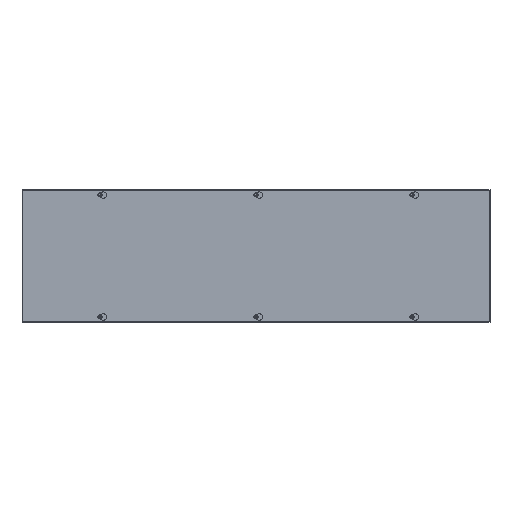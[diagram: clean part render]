
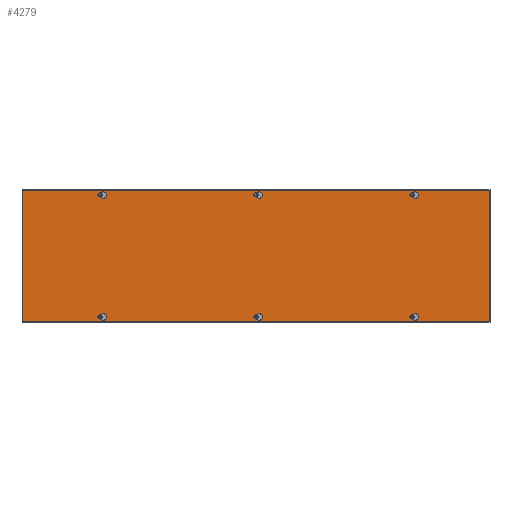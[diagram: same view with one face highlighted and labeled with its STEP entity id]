
A CAD part, top view. The second image highlights one B-rep face of the part: STEP entity #4279.
In plain terms, the highlighted planar face has unit normal (0, 0, 1).
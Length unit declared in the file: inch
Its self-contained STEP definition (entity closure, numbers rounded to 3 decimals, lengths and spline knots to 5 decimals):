
#359=LINE('',#7076,#671);
#364=LINE('',#7089,#676);
#367=LINE('',#7100,#679);
#372=LINE('',#7113,#684);
#375=LINE('',#7124,#687);
#379=LINE('',#7136,#691);
#383=LINE('',#7148,#695);
#387=LINE('',#7160,#699);
#391=LINE('',#7172,#703);
#396=LINE('',#7185,#708);
#399=LINE('',#7196,#711);
#403=LINE('',#7208,#715);
#405=LINE('',#7216,#717);
#409=LINE('',#7224,#721);
#412=LINE('',#7230,#724);
#415=LINE('',#7235,#727);
#671=VECTOR('',#5521,0.21651);
#676=VECTOR('',#5534,0.21651);
#679=VECTOR('',#5545,0.21651);
#684=VECTOR('',#5558,0.21651);
#687=VECTOR('',#5569,0.21651);
#691=VECTOR('',#5581,0.21651);
#695=VECTOR('',#5593,0.21651);
#699=VECTOR('',#5605,0.21651);
#703=VECTOR('',#5617,0.21651);
#708=VECTOR('',#5630,0.21651);
#711=VECTOR('',#5641,0.21651);
#715=VECTOR('',#5653,0.21651);
#717=VECTOR('',#5663,10.125);
#721=VECTOR('',#5669,36.);
#724=VECTOR('',#5674,10.125);
#727=VECTOR('',#5679,36.);
#864=PLANE('',#4663);
#1006=FACE_BOUND('',#1526,.T.);
#1007=FACE_BOUND('',#1527,.T.);
#1008=FACE_BOUND('',#1528,.T.);
#1009=FACE_BOUND('',#1529,.T.);
#1010=FACE_BOUND('',#1530,.T.);
#1011=FACE_BOUND('',#1531,.T.);
#1212=FACE_OUTER_BOUND('',#1525,.T.);
#1525=EDGE_LOOP('',(#3622,#3623,#3624,#3625));
#1526=EDGE_LOOP('',(#3626,#3627,#3628,#3629));
#1527=EDGE_LOOP('',(#3630,#3631,#3632,#3633));
#1528=EDGE_LOOP('',(#3634,#3635,#3636,#3637));
#1529=EDGE_LOOP('',(#3638,#3639,#3640,#3641));
#1530=EDGE_LOOP('',(#3642,#3643,#3644,#3645));
#1531=EDGE_LOOP('',(#3646,#3647,#3648,#3649));
#1769=CIRCLE('',#4613,0.25);
#1771=CIRCLE('',#4617,0.125);
#1773=CIRCLE('',#4621,0.25);
#1775=CIRCLE('',#4625,0.125);
#1777=CIRCLE('',#4629,0.25);
#1779=CIRCLE('',#4633,0.125);
#1781=CIRCLE('',#4637,0.25);
#1783=CIRCLE('',#4641,0.125);
#1785=CIRCLE('',#4645,0.25);
#1787=CIRCLE('',#4649,0.125);
#1789=CIRCLE('',#4653,0.25);
#1791=CIRCLE('',#4657,0.125);
#2084=VERTEX_POINT('',#7073);
#2085=VERTEX_POINT('',#7075);
#2087=VERTEX_POINT('',#7081);
#2089=VERTEX_POINT('',#7087);
#2092=VERTEX_POINT('',#7097);
#2093=VERTEX_POINT('',#7099);
#2095=VERTEX_POINT('',#7105);
#2097=VERTEX_POINT('',#7111);
#2100=VERTEX_POINT('',#7121);
#2101=VERTEX_POINT('',#7123);
#2103=VERTEX_POINT('',#7129);
#2105=VERTEX_POINT('',#7135);
#2108=VERTEX_POINT('',#7145);
#2109=VERTEX_POINT('',#7147);
#2111=VERTEX_POINT('',#7153);
#2113=VERTEX_POINT('',#7159);
#2116=VERTEX_POINT('',#7169);
#2117=VERTEX_POINT('',#7171);
#2119=VERTEX_POINT('',#7177);
#2121=VERTEX_POINT('',#7183);
#2124=VERTEX_POINT('',#7193);
#2125=VERTEX_POINT('',#7195);
#2127=VERTEX_POINT('',#7201);
#2129=VERTEX_POINT('',#7207);
#2130=VERTEX_POINT('',#7214);
#2131=VERTEX_POINT('',#7215);
#2134=VERTEX_POINT('',#7223);
#2136=VERTEX_POINT('',#7229);
#2580=EDGE_CURVE('',#2085,#2084,#359,.T.);
#2584=EDGE_CURVE('',#2084,#2087,#1769,.T.);
#2587=EDGE_CURVE('',#2087,#2089,#364,.T.);
#2589=EDGE_CURVE('',#2089,#2085,#1771,.T.);
#2592=EDGE_CURVE('',#2093,#2092,#367,.T.);
#2596=EDGE_CURVE('',#2092,#2095,#1773,.T.);
#2599=EDGE_CURVE('',#2095,#2097,#372,.T.);
#2601=EDGE_CURVE('',#2097,#2093,#1775,.T.);
#2604=EDGE_CURVE('',#2101,#2100,#375,.T.);
#2607=EDGE_CURVE('',#2103,#2101,#1777,.T.);
#2610=EDGE_CURVE('',#2105,#2103,#379,.T.);
#2613=EDGE_CURVE('',#2100,#2105,#1779,.T.);
#2616=EDGE_CURVE('',#2109,#2108,#383,.T.);
#2619=EDGE_CURVE('',#2111,#2109,#1781,.T.);
#2622=EDGE_CURVE('',#2113,#2111,#387,.T.);
#2625=EDGE_CURVE('',#2108,#2113,#1783,.T.);
#2628=EDGE_CURVE('',#2117,#2116,#391,.T.);
#2632=EDGE_CURVE('',#2116,#2119,#1785,.T.);
#2635=EDGE_CURVE('',#2119,#2121,#396,.T.);
#2637=EDGE_CURVE('',#2121,#2117,#1787,.T.);
#2640=EDGE_CURVE('',#2125,#2124,#399,.T.);
#2643=EDGE_CURVE('',#2127,#2125,#1789,.T.);
#2646=EDGE_CURVE('',#2129,#2127,#403,.T.);
#2649=EDGE_CURVE('',#2124,#2129,#1791,.T.);
#2650=EDGE_CURVE('',#2130,#2131,#405,.T.);
#2654=EDGE_CURVE('',#2131,#2134,#409,.T.);
#2657=EDGE_CURVE('',#2134,#2136,#412,.T.);
#2660=EDGE_CURVE('',#2136,#2130,#415,.T.);
#3622=ORIENTED_EDGE('',*,*,#2650,.F.);
#3623=ORIENTED_EDGE('',*,*,#2660,.F.);
#3624=ORIENTED_EDGE('',*,*,#2657,.F.);
#3625=ORIENTED_EDGE('',*,*,#2654,.F.);
#3626=ORIENTED_EDGE('',*,*,#2580,.T.);
#3627=ORIENTED_EDGE('',*,*,#2584,.T.);
#3628=ORIENTED_EDGE('',*,*,#2587,.T.);
#3629=ORIENTED_EDGE('',*,*,#2589,.T.);
#3630=ORIENTED_EDGE('',*,*,#2592,.T.);
#3631=ORIENTED_EDGE('',*,*,#2596,.T.);
#3632=ORIENTED_EDGE('',*,*,#2599,.T.);
#3633=ORIENTED_EDGE('',*,*,#2601,.T.);
#3634=ORIENTED_EDGE('',*,*,#2604,.T.);
#3635=ORIENTED_EDGE('',*,*,#2613,.T.);
#3636=ORIENTED_EDGE('',*,*,#2610,.T.);
#3637=ORIENTED_EDGE('',*,*,#2607,.T.);
#3638=ORIENTED_EDGE('',*,*,#2616,.T.);
#3639=ORIENTED_EDGE('',*,*,#2625,.T.);
#3640=ORIENTED_EDGE('',*,*,#2622,.T.);
#3641=ORIENTED_EDGE('',*,*,#2619,.T.);
#3642=ORIENTED_EDGE('',*,*,#2628,.T.);
#3643=ORIENTED_EDGE('',*,*,#2632,.T.);
#3644=ORIENTED_EDGE('',*,*,#2635,.T.);
#3645=ORIENTED_EDGE('',*,*,#2637,.T.);
#3646=ORIENTED_EDGE('',*,*,#2640,.T.);
#3647=ORIENTED_EDGE('',*,*,#2649,.T.);
#3648=ORIENTED_EDGE('',*,*,#2646,.T.);
#3649=ORIENTED_EDGE('',*,*,#2643,.T.);
#4279=ADVANCED_FACE('',(#1212,#1006,#1007,#1008,#1009,#1010,#1011),#864,
 .T.);
#4613=AXIS2_PLACEMENT_3D('',#7083,#5528,#5529);
#4617=AXIS2_PLACEMENT_3D('',#7092,#5539,#5540);
#4621=AXIS2_PLACEMENT_3D('',#7107,#5552,#5553);
#4625=AXIS2_PLACEMENT_3D('',#7116,#5563,#5564);
#4629=AXIS2_PLACEMENT_3D('',#7130,#5575,#5576);
#4633=AXIS2_PLACEMENT_3D('',#7140,#5587,#5588);
#4637=AXIS2_PLACEMENT_3D('',#7154,#5599,#5600);
#4641=AXIS2_PLACEMENT_3D('',#7164,#5611,#5612);
#4645=AXIS2_PLACEMENT_3D('',#7179,#5624,#5625);
#4649=AXIS2_PLACEMENT_3D('',#7188,#5635,#5636);
#4653=AXIS2_PLACEMENT_3D('',#7202,#5647,#5648);
#4657=AXIS2_PLACEMENT_3D('',#7212,#5659,#5660);
#4663=AXIS2_PLACEMENT_3D('',#7238,#5683,#5684);
#5521=DIRECTION('',(-0.866,-0.5,0.));
#5528=DIRECTION('center_axis',(0.,0.,-1.));
#5529=DIRECTION('ref_axis',(0.5,-0.866,0.));
#5534=DIRECTION('',(0.866,-0.5,0.));
#5539=DIRECTION('center_axis',(0.,0.,-1.));
#5540=DIRECTION('ref_axis',(0.5,0.866,0.));
#5545=DIRECTION('',(-0.866,-0.5,0.));
#5552=DIRECTION('center_axis',(0.,0.,-1.));
#5553=DIRECTION('ref_axis',(0.5,-0.866,0.));
#5558=DIRECTION('',(0.866,-0.5,0.));
#5563=DIRECTION('center_axis',(0.,0.,-1.));
#5564=DIRECTION('ref_axis',(0.5,0.866,0.));
#5569=DIRECTION('',(0.866,-0.5,0.));
#5575=DIRECTION('center_axis',(0.,0.,-1.));
#5576=DIRECTION('ref_axis',(0.5,0.866,0.));
#5581=DIRECTION('',(-0.866,-0.5,0.));
#5587=DIRECTION('center_axis',(0.,0.,-1.));
#5588=DIRECTION('ref_axis',(0.5,-0.866,0.));
#5593=DIRECTION('',(0.866,-0.5,0.));
#5599=DIRECTION('center_axis',(0.,0.,-1.));
#5600=DIRECTION('ref_axis',(0.5,0.866,0.));
#5605=DIRECTION('',(-0.866,-0.5,0.));
#5611=DIRECTION('center_axis',(0.,0.,-1.));
#5612=DIRECTION('ref_axis',(0.5,-0.866,0.));
#5617=DIRECTION('',(-0.866,-0.5,0.));
#5624=DIRECTION('center_axis',(0.,0.,-1.));
#5625=DIRECTION('ref_axis',(0.5,-0.866,0.));
#5630=DIRECTION('',(0.866,-0.5,0.));
#5635=DIRECTION('center_axis',(0.,0.,-1.));
#5636=DIRECTION('ref_axis',(0.5,0.866,0.));
#5641=DIRECTION('',(0.866,-0.5,0.));
#5647=DIRECTION('center_axis',(0.,0.,-1.));
#5648=DIRECTION('ref_axis',(0.5,0.866,0.));
#5653=DIRECTION('',(-0.866,-0.5,0.));
#5659=DIRECTION('center_axis',(0.,0.,-1.));
#5660=DIRECTION('ref_axis',(0.5,-0.866,0.));
#5663=DIRECTION('',(0.,1.,0.));
#5669=DIRECTION('',(1.,0.,0.));
#5674=DIRECTION('',(0.,-1.,0.));
#5679=DIRECTION('',(-1.,0.,0.));
#5683=DIRECTION('center_axis',(0.,0.,1.));
#5684=DIRECTION('ref_axis',(1.,0.,0.));
#7073=CARTESIAN_POINT('',(29.875,9.53549,0.074));
#7075=CARTESIAN_POINT('',(30.0625,9.64375,0.074));
#7076=CARTESIAN_POINT('',(24.54719,6.45948,0.074));
#7081=CARTESIAN_POINT('',(29.875,9.96851,0.074));
#7083=CARTESIAN_POINT('Origin',(29.75,9.752,0.074));
#7087=CARTESIAN_POINT('',(30.0625,9.86025,0.074));
#7089=CARTESIAN_POINT('',(26.48406,11.92627,0.074));
#7092=CARTESIAN_POINT('Origin',(30.,9.752,0.074));
#7097=CARTESIAN_POINT('',(17.875,9.53549,0.074));
#7099=CARTESIAN_POINT('',(18.0625,9.64375,0.074));
#7100=CARTESIAN_POINT('',(17.04719,9.05756,0.074));
#7105=CARTESIAN_POINT('',(17.875,9.96851,0.074));
#7107=CARTESIAN_POINT('Origin',(17.75,9.752,0.074));
#7111=CARTESIAN_POINT('',(18.0625,9.86025,0.074));
#7113=CARTESIAN_POINT('',(18.98406,9.32819,0.074));
#7116=CARTESIAN_POINT('Origin',(18.,9.752,0.074));
#7121=CARTESIAN_POINT('',(30.0625,0.48125,0.074));
#7123=CARTESIAN_POINT('',(29.875,0.58951,0.074));
#7124=CARTESIAN_POINT('',(24.54719,3.66552,0.074));
#7129=CARTESIAN_POINT('',(29.875,0.15649,0.074));
#7130=CARTESIAN_POINT('Origin',(29.75,0.373,0.074));
#7135=CARTESIAN_POINT('',(30.0625,0.26475,0.074));
#7136=CARTESIAN_POINT('',(26.48406,-1.80127,0.074));
#7140=CARTESIAN_POINT('Origin',(30.,0.373,0.074));
#7145=CARTESIAN_POINT('',(18.0625,0.48125,0.074));
#7147=CARTESIAN_POINT('',(17.875,0.58951,0.074));
#7148=CARTESIAN_POINT('',(17.04719,1.06744,0.074));
#7153=CARTESIAN_POINT('',(17.875,0.15649,0.074));
#7154=CARTESIAN_POINT('Origin',(17.75,0.373,0.074));
#7159=CARTESIAN_POINT('',(18.0625,0.26475,0.074));
#7160=CARTESIAN_POINT('',(18.98406,0.79681,0.074));
#7164=CARTESIAN_POINT('Origin',(18.,0.373,0.074));
#7169=CARTESIAN_POINT('',(5.875,9.53549,0.074));
#7171=CARTESIAN_POINT('',(6.0625,9.64375,0.074));
#7172=CARTESIAN_POINT('',(9.54719,11.65564,0.074));
#7177=CARTESIAN_POINT('',(5.875,9.96851,0.074));
#7179=CARTESIAN_POINT('Origin',(5.75,9.752,0.074));
#7183=CARTESIAN_POINT('',(6.0625,9.86025,0.074));
#7185=CARTESIAN_POINT('',(11.48406,6.73012,0.074));
#7188=CARTESIAN_POINT('Origin',(6.,9.752,0.074));
#7193=CARTESIAN_POINT('',(6.0625,0.48125,0.074));
#7195=CARTESIAN_POINT('',(5.875,0.58951,0.074));
#7196=CARTESIAN_POINT('',(9.54719,-1.53064,0.074));
#7201=CARTESIAN_POINT('',(5.875,0.15649,0.074));
#7202=CARTESIAN_POINT('Origin',(5.75,0.373,0.074));
#7207=CARTESIAN_POINT('',(6.0625,0.26475,0.074));
#7208=CARTESIAN_POINT('',(11.48406,3.39488,0.074));
#7212=CARTESIAN_POINT('Origin',(6.,0.373,0.074));
#7214=CARTESIAN_POINT('',(0.,0.,0.074));
#7215=CARTESIAN_POINT('',(0.,10.125,0.074));
#7216=CARTESIAN_POINT('',(0.,10.125,0.074));
#7223=CARTESIAN_POINT('',(36.,10.125,0.074));
#7224=CARTESIAN_POINT('',(36.,10.125,0.074));
#7229=CARTESIAN_POINT('',(36.,0.,0.074));
#7230=CARTESIAN_POINT('',(36.,0.,0.074));
#7235=CARTESIAN_POINT('',(0.,0.,0.074));
#7238=CARTESIAN_POINT('Origin',(18.,5.0625,0.074));
